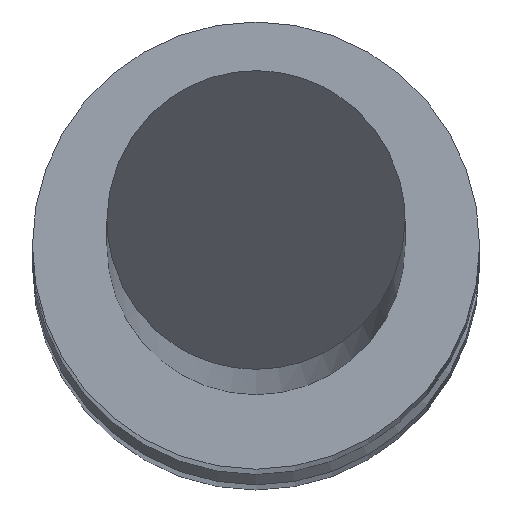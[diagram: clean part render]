
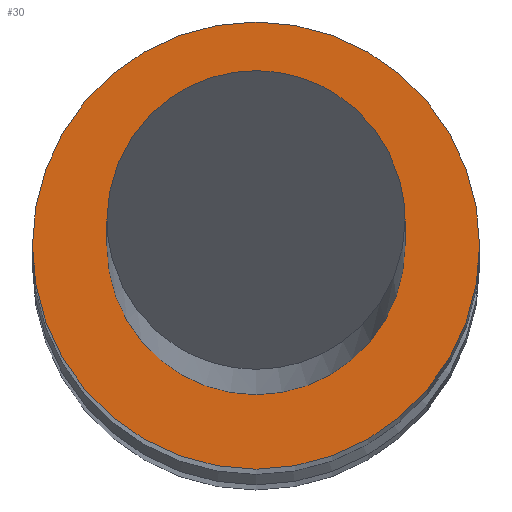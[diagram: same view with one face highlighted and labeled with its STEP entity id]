
A CAD part, top view. The second image highlights one B-rep face of the part: STEP entity #30.
In plain terms, the highlighted planar face has unit normal (0, 0, 1).
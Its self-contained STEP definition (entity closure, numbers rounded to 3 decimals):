
#22 = VERTEX_POINT ( 'NONE', #1032 ) ;
#30 = ADVANCED_FACE ( 'NONE', ( #514, #399 ), #870, .T. ) ;
#51 = CARTESIAN_POINT ( 'NONE',  ( 0., 0., 10. ) ) ;
#169 = ORIENTED_EDGE ( 'NONE', *, *, #827, .T. ) ;
#206 = EDGE_CURVE ( 'NONE', #22, #648, #346, .T. ) ;
#308 = AXIS2_PLACEMENT_3D ( 'NONE', #916, #544, #480 ) ;
#311 = DIRECTION ( 'NONE',  ( 1., 0., 0. ) ) ;
#344 = AXIS2_PLACEMENT_3D ( 'NONE', #1134, #943, #771 ) ;
#346 = CIRCLE ( 'NONE', #1068, 0.5 ) ;
#399 = FACE_OUTER_BOUND ( 'NONE', #899, .T. ) ;
#433 = EDGE_CURVE ( 'NONE', #448, #806, #450, .T. ) ;
#448 = VERTEX_POINT ( 'NONE', #613 ) ;
#450 = CIRCLE ( 'NONE', #973, 0.75 ) ;
#453 = EDGE_LOOP ( 'NONE', ( #545, #1043 ) ) ;
#480 = DIRECTION ( 'NONE',  ( 1., 0., 0. ) ) ;
#514 = FACE_BOUND ( 'NONE', #453, .T. ) ;
#544 = DIRECTION ( 'NONE',  ( 0., 0., 1. ) ) ;
#545 = ORIENTED_EDGE ( 'NONE', *, *, #1114, .F. ) ;
#555 = CARTESIAN_POINT ( 'NONE',  ( -0.75, 0., 10. ) ) ;
#613 = CARTESIAN_POINT ( 'NONE',  ( 0.75, 0., 10. ) ) ;
#641 = CARTESIAN_POINT ( 'NONE',  ( -0.5, 0., 10. ) ) ;
#648 = VERTEX_POINT ( 'NONE', #641 ) ;
#702 = DIRECTION ( 'NONE',  ( 1., 0., 0. ) ) ;
#729 = AXIS2_PLACEMENT_3D ( 'NONE', #1036, #853, #1136 ) ;
#755 = ORIENTED_EDGE ( 'NONE', *, *, #433, .T. ) ;
#771 = DIRECTION ( 'NONE',  ( 1., 0., 0. ) ) ;
#806 = VERTEX_POINT ( 'NONE', #555 ) ;
#827 = EDGE_CURVE ( 'NONE', #806, #448, #1126, .T. ) ;
#853 = DIRECTION ( 'NONE',  ( 0., 0., 1. ) ) ;
#870 = PLANE ( 'NONE',  #729 ) ;
#879 = CARTESIAN_POINT ( 'NONE',  ( 0., 0., 10. ) ) ;
#899 = EDGE_LOOP ( 'NONE', ( #169, #755 ) ) ;
#916 = CARTESIAN_POINT ( 'NONE',  ( 0., 0., 10. ) ) ;
#943 = DIRECTION ( 'NONE',  ( 0., 0., 1. ) ) ;
#947 = CIRCLE ( 'NONE', #308, 0.5 ) ;
#967 = DIRECTION ( 'NONE',  ( 0., 0., 1. ) ) ;
#973 = AXIS2_PLACEMENT_3D ( 'NONE', #879, #967, #702 ) ;
#1032 = CARTESIAN_POINT ( 'NONE',  ( 0.5, 0., 10. ) ) ;
#1036 = CARTESIAN_POINT ( 'NONE',  ( 0., 0., 10. ) ) ;
#1043 = ORIENTED_EDGE ( 'NONE', *, *, #206, .F. ) ;
#1068 = AXIS2_PLACEMENT_3D ( 'NONE', #51, #1122, #311 ) ;
#1114 = EDGE_CURVE ( 'NONE', #648, #22, #947, .T. ) ;
#1122 = DIRECTION ( 'NONE',  ( 0., 0., 1. ) ) ;
#1126 = CIRCLE ( 'NONE', #344, 0.75 ) ;
#1134 = CARTESIAN_POINT ( 'NONE',  ( 0., 0., 10. ) ) ;
#1136 = DIRECTION ( 'NONE',  ( 1., 0., 0. ) ) ;
